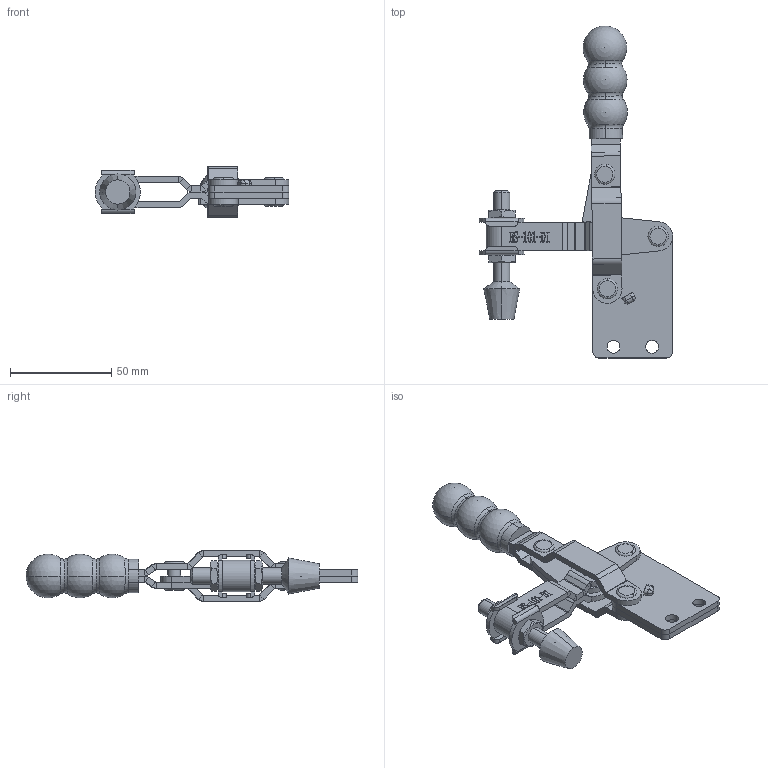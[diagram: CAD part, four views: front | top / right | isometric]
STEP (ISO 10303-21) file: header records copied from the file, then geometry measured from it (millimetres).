
FILE_DESCRIPTION (( 'STEP AP203' ), '1' );
FILE_NAME ('HS-101-DI .STEP', '2019-10-28T03:16:16', ( '微软用户' ), ( '微软中国' ), 'SwSTEP 2.0', 'SolidWorks 2012', '' );
FILE_SCHEMA (( 'CONFIG_CONTROL_DESIGN' ));
Length unit declared in the file: millimetre
Products named in the file (11): HS-101-DI ; FW-516; hex thin nuts-grades ab-chamfered gb_GB_FASTENER_NUT_STNAB M8-N; hexagon head bolts-full thread gb_GB_FASTENER_BOLT_STBAB A M8X55-C; 揤輸; 揤參; 种; 忒梟; 忒參; 蟀裝; 眻菁釱
Assembly tree (18 placements, depth 2):
  HS-101-DI 
    眻菁釱  x2
    蟀裝  x2
    忒參
    忒梟  x2
    种  x4
    揤參
    揤輸
    hexagon head bolts-full thread gb_GB_FASTENER_BOLT_STBAB A M8X55-C
    hex thin nuts-grades ab-chamfered gb_GB_FASTENER_NUT_STNAB M8-N  x2
    FW-516  x2
Bounding box: 95.41 x 163.82 x 25 mm (x, y, z)
Volume: 57270 mm3; surface area: 38769.2 mm2
Topology: 18 solids, 18 shells, 814 faces, 2045 edges, 1294 vertices
Faces by surface type: plane 469, cylinder 162, bspline 121, cone 30, torus 26, sphere 6
Entity records: 26104 total; most frequent: CARTESIAN_POINT 9853, ORIENTED_EDGE 3272, DIRECTION 2712, EDGE_CURVE 1636, LINE 1084, VECTOR 1084, VERTEX_POINT 1047, AXIS2_PLACEMENT_3D 814
